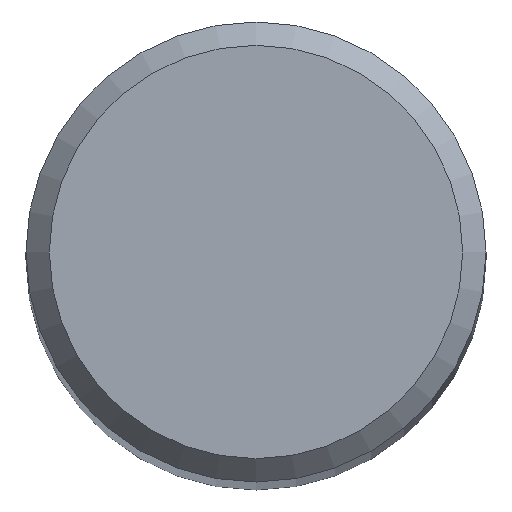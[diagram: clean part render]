
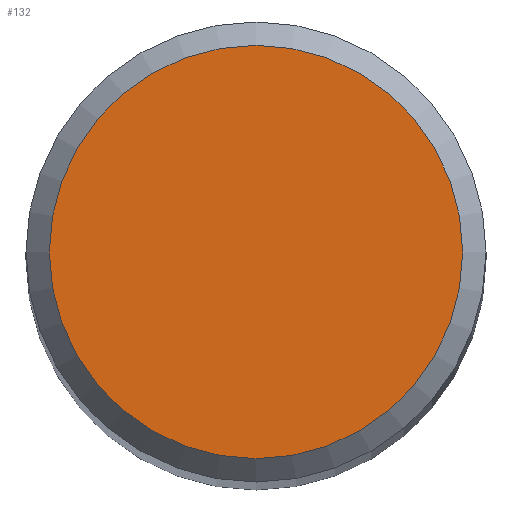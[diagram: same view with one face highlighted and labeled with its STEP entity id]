
A CAD part, top view. The second image highlights one B-rep face of the part: STEP entity #132.
In plain terms, the highlighted planar face has unit normal (0, 0, 1).
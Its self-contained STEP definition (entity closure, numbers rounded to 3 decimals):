
#107=FACE_OUTER_BOUND('',#206,.T.);
#109=PLANE('',#357);
#132=ADVANCED_FACE('',(#107),#109,.F.);
#206=EDGE_LOOP('',(#248));
#248=ORIENTED_EDGE('',*,*,#307,.F.);
#285=VERTEX_POINT('',#496);
#307=EDGE_CURVE('',#285,#285,#328,.T.);
#328=CIRCLE('',#356,8.847);
#356=AXIS2_PLACEMENT_3D('',#495,#414,#415);
#357=AXIS2_PLACEMENT_3D('',#497,#416,#417);
#414=DIRECTION('',(0.0,0.0,-1.0));
#415=DIRECTION('',(1.0,0.0,0.0));
#416=DIRECTION('',(0.0,0.0,-1.0));
#417=DIRECTION('',(1.0,0.0,0.0));
#495=CARTESIAN_POINT('',(0.0,0.0,0.0));
#496=CARTESIAN_POINT('',(8.847,0.0,0.0));
#497=CARTESIAN_POINT('',(0.0,0.0,0.0));
